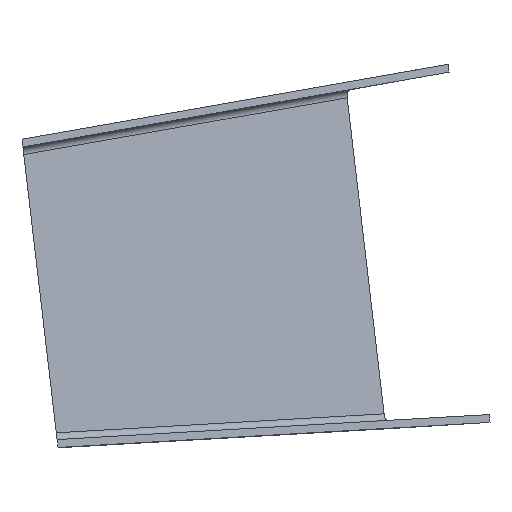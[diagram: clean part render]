
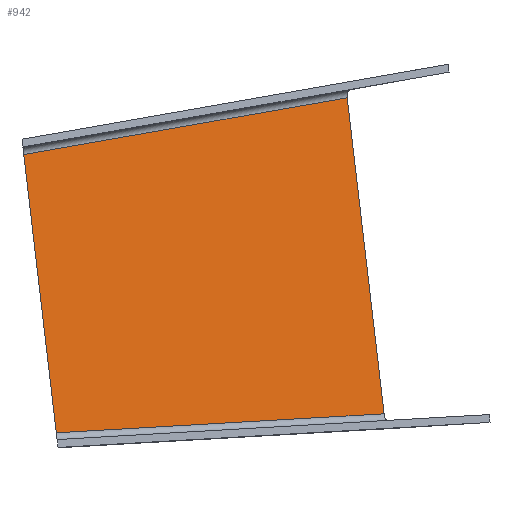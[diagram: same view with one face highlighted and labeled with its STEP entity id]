
A CAD part, top view. The second image highlights one B-rep face of the part: STEP entity #942.
In plain terms, the highlighted planar face has unit normal (0.229, 0.027, 0.973).
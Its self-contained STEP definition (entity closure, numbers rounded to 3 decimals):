
#43 = PLANE('',#44);
#44 = AXIS2_PLACEMENT_3D('',#45,#46,#47);
#45 = CARTESIAN_POINT('',(8477.034,990.823,0.));
#46 = DIRECTION('',(0.993,0.116,0.));
#47 = DIRECTION('',(0.,0.,-1.));
#97 = PLANE('',#98);
#98 = AXIS2_PLACEMENT_3D('',#99,#100,#101);
#99 = CARTESIAN_POINT('',(5582.288,652.476,
    -2819.375));
#100 = DIRECTION('',(0.888,0.104,-0.448));
#101 = DIRECTION('',(-0.451,0.,-0.893
    ));
#561 = VERTEX_POINT('',#562);
#562 = CARTESIAN_POINT('',(8426.267,1425.166,
    5296.67));
#577 = CYLINDRICAL_SURFACE('',#578,23.);
#578 = AXIS2_PLACEMENT_3D('',#579,#580,#581);
#579 = CARTESIAN_POINT('',(8440.346,1427.335,
    5316.935));
#580 = DIRECTION('',(0.958,0.169,-0.23));
#581 = DIRECTION('',(-0.229,-0.027,-0.973
    ));
#596 = EDGE_CURVE('',#597,#561,#599,.T.);
#597 = VERTEX_POINT('',#598);
#598 = CARTESIAN_POINT('',(8528.826,547.719,
    5296.67));
#599 = SURFACE_CURVE('',#600,(#604,#610),.PCURVE_S1.);
#600 = LINE('',#601,#602);
#601 = CARTESIAN_POINT('',(8477.034,990.823,
    5296.67));
#602 = VECTOR('',#603,1.);
#603 = DIRECTION('',(-0.116,0.993,0.));
#604 = PCURVE('',#43,#605);
#605 = DEFINITIONAL_REPRESENTATION('',(#606),#609);
#606 = B_SPLINE_CURVE_WITH_KNOTS('',1,(#607,#608),.UNSPECIFIED.,.F.,.F.,
  (2,2),(-12000000.,12000000.),
  .PIECEWISE_BEZIER_KNOTS.);
#607 = CARTESIAN_POINT('',(-5296.149,-12000000.));
#608 = CARTESIAN_POINT('',(-5297.191,12000000.));
#609 = ( GEOMETRIC_REPRESENTATION_CONTEXT(2) 
PARAMETRIC_REPRESENTATION_CONTEXT() REPRESENTATION_CONTEXT('2D SPACE',''
  ) );
#610 = PCURVE('',#611,#616);
#611 = PLANE('',#612);
#612 = AXIS2_PLACEMENT_3D('',#613,#614,#615);
#613 = CARTESIAN_POINT('',(1629.415,190.451,
    6928.956));
#614 = DIRECTION('',(0.229,0.027,0.973));
#615 = DIRECTION('',(0.973,0.,-0.229)
  );
#616 = DEFINITIONAL_REPRESENTATION('',(#617),#620);
#617 = B_SPLINE_CURVE_WITH_KNOTS('',1,(#618,#619),.UNSPECIFIED.,.F.,.F.,
  (2,2),(-12000000.,12000000.),
  .PIECEWISE_BEZIER_KNOTS.);
#618 = CARTESIAN_POINT('',(1363161.859,-11922325.274));
#619 = CARTESIAN_POINT('',(-1349082.968,11923926.591));
#620 = ( GEOMETRIC_REPRESENTATION_CONTEXT(2) 
PARAMETRIC_REPRESENTATION_CONTEXT() REPRESENTATION_CONTEXT('2D SPACE',''
  ) );
#639 = CYLINDRICAL_SURFACE('',#640,23.);
#640 = AXIS2_PLACEMENT_3D('',#641,#642,#643);
#641 = CARTESIAN_POINT('',(9564.665,608.358,
    5075.051));
#642 = DIRECTION('',(-0.972,-0.057,0.23)
  );
#643 = DIRECTION('',(-0.229,-0.027,-0.973
    ));
#788 = VERTEX_POINT('',#789);
#789 = CARTESIAN_POINT('',(9446.363,1605.036,
    5051.84));
#818 = EDGE_CURVE('',#819,#788,#821,.T.);
#819 = VERTEX_POINT('',#820);
#820 = CARTESIAN_POINT('',(9562.906,607.947,
    5051.84));
#821 = SURFACE_CURVE('',#822,(#826,#832),.PCURVE_S1.);
#822 = LINE('',#823,#824);
#823 = CARTESIAN_POINT('',(9504.123,1110.872,
    5051.84));
#824 = VECTOR('',#825,1.);
#825 = DIRECTION('',(-0.116,0.993,0.));
#826 = PCURVE('',#97,#827);
#827 = DEFINITIONAL_REPRESENTATION('',(#828),#831);
#828 = B_SPLINE_CURVE_WITH_KNOTS('',1,(#829,#830),.UNSPECIFIED.,.F.,.F.,
  (2,2),(-12016930.391,12016007.357),
  .PIECEWISE_BEZIER_KNOTS.);
#829 = CARTESIAN_POINT('',(-637725.312,-12000000.));
#830 = CARTESIAN_POINT('',(620088.994,12000000.));
#831 = ( GEOMETRIC_REPRESENTATION_CONTEXT(2) 
PARAMETRIC_REPRESENTATION_CONTEXT() REPRESENTATION_CONTEXT('2D SPACE',''
  ) );
#832 = PCURVE('',#611,#833);
#833 = DEFINITIONAL_REPRESENTATION('',(#834),#837);
#834 = B_SPLINE_CURVE_WITH_KNOTS('',1,(#835,#836),.UNSPECIFIED.,.F.,.F.,
  (2,2),(-12016930.391,12016007.357),
  .PIECEWISE_BEZIER_KNOTS.);
#835 = CARTESIAN_POINT('',(1366130.854,-11939027.134));
#836 = CARTESIAN_POINT('',(-1349835.929,11939951.514));
#837 = ( GEOMETRIC_REPRESENTATION_CONTEXT(2) 
PARAMETRIC_REPRESENTATION_CONTEXT() REPRESENTATION_CONTEXT('2D SPACE',''
  ) );
#922 = EDGE_CURVE('',#561,#788,#923,.T.);
#923 = SURFACE_CURVE('',#924,(#928,#935),.PCURVE_S1.);
#924 = LINE('',#925,#926);
#925 = CARTESIAN_POINT('',(8435.083,1426.72,
    5294.554));
#926 = VECTOR('',#927,1.);
#927 = DIRECTION('',(0.958,0.169,-0.23));
#928 = PCURVE('',#577,#929);
#929 = DEFINITIONAL_REPRESENTATION('',(#930),#934);
#930 = LINE('',#931,#932);
#931 = CARTESIAN_POINT('',(0.,0.));
#932 = VECTOR('',#933,1.);
#933 = DIRECTION('',(0.,1.));
#934 = ( GEOMETRIC_REPRESENTATION_CONTEXT(2) 
PARAMETRIC_REPRESENTATION_CONTEXT() REPRESENTATION_CONTEXT('2D SPACE',''
  ) );
#935 = PCURVE('',#611,#936);
#936 = DEFINITIONAL_REPRESENTATION('',(#937),#941);
#937 = LINE('',#938,#939);
#938 = CARTESIAN_POINT('',(6999.093,1236.712));
#939 = VECTOR('',#940,1.);
#940 = DIRECTION('',(0.986,0.169));
#941 = ( GEOMETRIC_REPRESENTATION_CONTEXT(2) 
PARAMETRIC_REPRESENTATION_CONTEXT() REPRESENTATION_CONTEXT('2D SPACE',''
  ) );
#942 = ADVANCED_FACE('',(#943),#611,.T.);
#943 = FACE_BOUND('',#944,.T.);
#944 = EDGE_LOOP('',(#945,#946,#947,#948));
#945 = ORIENTED_EDGE('',*,*,#818,.T.);
#946 = ORIENTED_EDGE('',*,*,#922,.F.);
#947 = ORIENTED_EDGE('',*,*,#596,.F.);
#948 = ORIENTED_EDGE('',*,*,#949,.F.);
#949 = EDGE_CURVE('',#819,#597,#950,.T.);
#950 = SURFACE_CURVE('',#951,(#955,#962),.PCURVE_S1.);
#951 = LINE('',#952,#953);
#952 = CARTESIAN_POINT('',(9559.402,607.743,
    5052.669));
#953 = VECTOR('',#954,1.);
#954 = DIRECTION('',(-0.972,-0.057,0.23)
  );
#955 = PCURVE('',#611,#956);
#956 = DEFINITIONAL_REPRESENTATION('',(#957),#961);
#957 = LINE('',#958,#959);
#958 = CARTESIAN_POINT('',(8148.928,417.441));
#959 = VECTOR('',#960,1.);
#960 = DIRECTION('',(-0.998,-0.057));
#961 = ( GEOMETRIC_REPRESENTATION_CONTEXT(2) 
PARAMETRIC_REPRESENTATION_CONTEXT() REPRESENTATION_CONTEXT('2D SPACE',''
  ) );
#962 = PCURVE('',#639,#963);
#963 = DEFINITIONAL_REPRESENTATION('',(#964),#968);
#964 = LINE('',#965,#966);
#965 = CARTESIAN_POINT('',(0.,0.));
#966 = VECTOR('',#967,1.);
#967 = DIRECTION('',(0.,1.));
#968 = ( GEOMETRIC_REPRESENTATION_CONTEXT(2) 
PARAMETRIC_REPRESENTATION_CONTEXT() REPRESENTATION_CONTEXT('2D SPACE',''
  ) );
